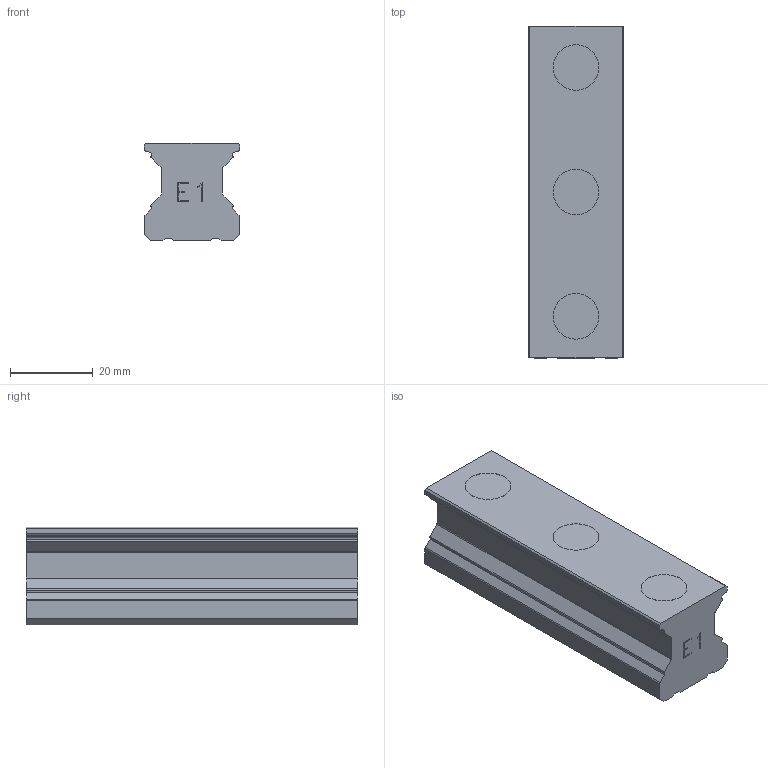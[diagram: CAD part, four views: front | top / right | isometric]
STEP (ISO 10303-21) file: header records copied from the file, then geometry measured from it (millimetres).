
FILE_DESCRIPTION(('STEP AP214'),'1');
FILE_NAME('cctmp_442F1053-9933-43D3-822E-BBCB10E98B2C_2021_03_10_11_19_48_0043..stp','2021-03-10T10:19:48',('HIWIN GmbH'),('CADClick - www.CADClick.com'),'Spatial InterOp 3D',' ','unknown authorization');
FILE_SCHEMA(('AUTOMOTIVE_DESIGN'));
Length unit declared in the file: millimetre
Products named in the file (1): RGR25R80H_FILE
Bounding box: 23 x 80 x 23.6 mm (x, y, z)
Volume: 31637.5 mm3; surface area: 11033 mm2
Topology: 1 solids, 1 shells, 144 faces, 387 edges, 258 vertices
Faces by surface type: plane 108, cylinder 36
Entity records: 5659 total; most frequent: CARTESIAN_POINT 790, ORIENTED_EDGE 774, DIRECTION 749, EDGE_CURVE 387, LINE 315, VECTOR 315, VERTEX_POINT 258, AXIS2_PLACEMENT_3D 217
